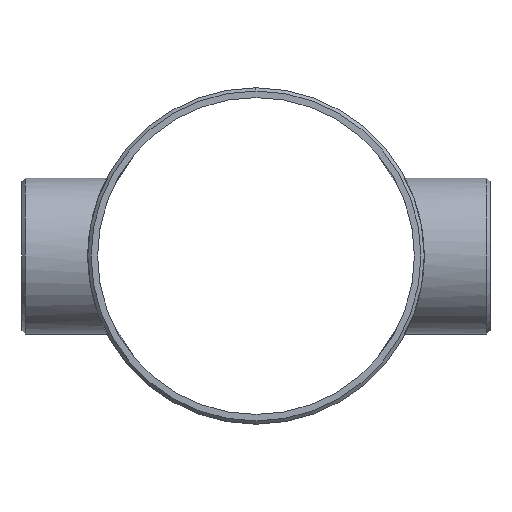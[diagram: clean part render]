
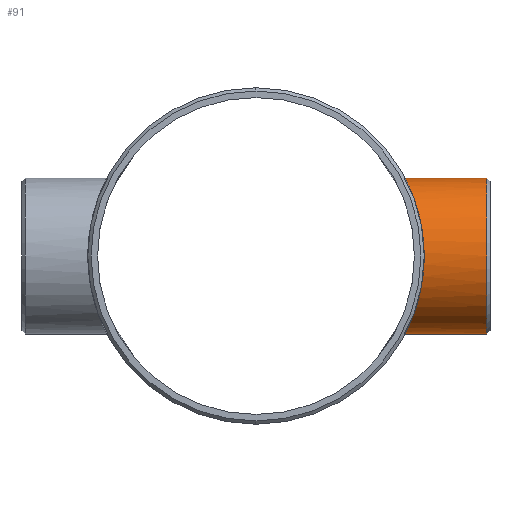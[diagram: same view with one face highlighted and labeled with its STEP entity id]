
A CAD part, left-side view. The second image highlights one B-rep face of the part: STEP entity #91.
In plain terms, the highlighted cylindrical face has radius 50.8 mm (diameter 101.6 mm), a partial arc.
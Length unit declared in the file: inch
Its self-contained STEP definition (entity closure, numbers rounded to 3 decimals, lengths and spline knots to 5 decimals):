
#41 = CARTESIAN_POINT ( 'NONE',  ( 0., -5.91667, -2. ) ) ;
#64 = VERTEX_POINT ( 'NONE', #1245 ) ;
#70 = CARTESIAN_POINT ( 'NONE',  ( -1.93394, -4.2822, 0.52674 ) ) ;
#76 = CARTESIAN_POINT ( 'NONE',  ( -1.96681, -4.29721, 0.36434 ) ) ;
#83 = CARTESIAN_POINT ( 'NONE',  ( -1.72946, -4.19379, -1.00661 ) ) ;
#88 = CARTESIAN_POINT ( 'NONE',  ( -0.89168, -3.92297, -1.79141 ) ) ;
#91 = ADVANCED_FACE ( 'NONE', ( #297 ), #1182, .T. ) ;
#93 = CARTESIAN_POINT ( 'NONE',  ( -0.92041, -3.92989, 1.77592 ) ) ;
#102 = VERTEX_POINT ( 'NONE', #573 ) ;
#104 = CARTESIAN_POINT ( 'NONE',  ( 0., -6., -2. ) ) ;
#121 = DIRECTION ( 'NONE',  ( 0., 1., 0. ) ) ;
#137 = LINE ( 'NONE', #104, #1212 ) ;
#157 = VERTEX_POINT ( 'NONE', #41 ) ;
#163 = EDGE_CURVE ( 'NONE', #64, #572, #809, .T. ) ;
#165 = CARTESIAN_POINT ( 'NONE',  ( -1.6951, -4.17981, 1.06193 ) ) ;
#167 = ORIENTED_EDGE ( 'NONE', *, *, #1033, .T. ) ;
#169 = CARTESIAN_POINT ( 'NONE',  ( -1.16867, -3.9951, 1.6243 ) ) ;
#174 = CARTESIAN_POINT ( 'NONE',  ( -1.81931, -4.23171, -0.83138 ) ) ;
#182 = CARTESIAN_POINT ( 'NONE',  ( 0., -3.82069, -2. ) ) ;
#188 = CARTESIAN_POINT ( 'NONE',  ( -0.52539, -3.85449, 1.93428 ) ) ;
#237 = CARTESIAN_POINT ( 'NONE',  ( -0.26504, -3.82973, 1.98264 ) ) ;
#265 = CARTESIAN_POINT ( 'NONE',  ( -0.65099, -3.87394, -1.89561 ) ) ;
#271 = CARTESIAN_POINT ( 'NONE',  ( -1.77611, -4.21332, -0.92006 ) ) ;
#275 = ORIENTED_EDGE ( 'NONE', *, *, #950, .F. ) ;
#283 = CARTESIAN_POINT ( 'NONE',  ( -1.50561, -4.10573, -1.32291 ) ) ;
#289 = CARTESIAN_POINT ( 'NONE',  ( -1.7288, -4.19359, 1.00614 ) ) ;
#297 = FACE_OUTER_BOUND ( 'NONE', #860, .T. ) ;
#338 = CARTESIAN_POINT ( 'NONE',  ( -0.13219, -3.8224, 1.99674 ) ) ;
#359 = CARTESIAN_POINT ( 'NONE',  ( -1.67764, -4.17275, 1.0893 ) ) ;
#366 = CARTESIAN_POINT ( 'NONE',  ( -1.81988, -4.23192, 0.83203 ) ) ;
#372 = CARTESIAN_POINT ( 'NONE',  ( -1.97262, -4.29987, 0.33149 ) ) ;
#378 = CARTESIAN_POINT ( 'NONE',  ( -1.74508, -4.20033, 0.97764 ) ) ;
#382 = CARTESIAN_POINT ( 'NONE',  ( -1.83269, -4.23748, -0.80145 ) ) ;
#385 = DIRECTION ( 'NONE',  ( 0., 1., 0. ) ) ;
#402 = CARTESIAN_POINT ( 'NONE',  ( 0., -3.82069, -2. ) ) ;
#408 = DIRECTION ( 'NONE',  ( 0., 0., -1. ) ) ;
#414 = ORIENTED_EDGE ( 'NONE', *, *, #433, .T. ) ;
#431 = CARTESIAN_POINT ( 'NONE',  ( -0.06601, -3.82069, 2. ) ) ;
#432 = AXIS2_PLACEMENT_3D ( 'NONE', #1012, #121, #408 ) ;
#433 = EDGE_CURVE ( 'NONE', #157, #102, #872, .T. ) ;
#437 = CARTESIAN_POINT ( 'NONE',  ( -0.36352, -3.83781, 1.96696 ) ) ;
#456 = CARTESIAN_POINT ( 'NONE',  ( -0.06704, -3.82069, -2. ) ) ;
#461 = CARTESIAN_POINT ( 'NONE',  ( -1.89583, -4.26494, -0.65038 ) ) ;
#470 = CARTESIAN_POINT ( 'NONE',  ( -1.96726, -4.29741, -0.36192 ) ) ;
#475 = CARTESIAN_POINT ( 'NONE',  ( -1.69582, -4.18, -1.06225 ) ) ;
#480 = CARTESIAN_POINT ( 'NONE',  ( -1.98674, -4.30637, 0.2323 ) ) ;
#555 = CARTESIAN_POINT ( 'NONE',  ( -1.93447, -4.28244, -0.52491 ) ) ;
#560 = CARTESIAN_POINT ( 'NONE',  ( -1.79178, -4.21987, 0.89098 ) ) ;
#568 = CARTESIAN_POINT ( 'NONE',  ( -1.99681, -4.31102, -0.131 ) ) ;
#572 = VERTEX_POINT ( 'NONE', #402 ) ;
#573 = CARTESIAN_POINT ( 'NONE',  ( 0., -5.91667, 2. ) ) ;
#578 = CARTESIAN_POINT ( 'NONE',  ( -1.00631, -3.9506, -1.72962 ) ) ;
#586 = AXIS2_PLACEMENT_3D ( 'NONE', #782, #385, #1161 ) ;
#657 = CARTESIAN_POINT ( 'NONE',  ( -1.29546, -4.03427, 1.52408 ) ) ;
#667 = CARTESIAN_POINT ( 'NONE',  ( -1.22045, -4.0106, 1.58578 ) ) ;
#674 = CARTESIAN_POINT ( 'NONE',  ( -0.26744, -3.82946, -1.98317 ) ) ;
#682 = CARTESIAN_POINT ( 'NONE',  ( -1.97305, -4.30007, -0.32891 ) ) ;
#762 = CARTESIAN_POINT ( 'NONE',  ( -1.99667, -4.31095, 0.13315 ) ) ;
#771 = CARTESIAN_POINT ( 'NONE',  ( -1.5057, -4.10578, 1.3227 ) ) ;
#780 = CARTESIAN_POINT ( 'NONE',  ( -1.06164, -3.96511, -1.69619 ) ) ;
#782 = CARTESIAN_POINT ( 'NONE',  ( 0., -5.91667, 0. ) ) ;
#787 = CARTESIAN_POINT ( 'NONE',  ( -1.32147, -4.04184, -1.50687 ) ) ;
#792 = CARTESIAN_POINT ( 'NONE',  ( -0.83223, -3.91017, 1.81892 ) ) ;
#809 = B_SPLINE_CURVE_WITH_KNOTS ( 'NONE', 3,
 ( #929, #431, #338, #1135, #237, #939, #437, #188, #1176, #1279, #792, #1274, #93, #1181, #1068, #169, #667, #657, #1061, #1284, #1258, #771, #971, #359, #165, #289, #378, #560, #366, #861, #70, #76, #372, #886, #480, #762, #1072, #1166, #568, #1087, #1158, #682, #470, #555, #461, #382, #174, #977, #271, #83, #475, #875, #283, #787, #867, #780, #578, #88, #882, #265, #982, #1265, #674, #1080, #456, #182 ),
 .UNSPECIFIED., .F., .F.,
 ( 4, 2, 2, 2, 2, 2, 2, 2, 2, 2, 2, 2, 2, 2, 2, 2, 2, 2, 2, 2, 2, 2, 2, 2, 2, 2, 2, 2, 2, 2, 2, 2, 4 ),
 ( 0.16115, 0.16618, 0.1687, 0.17121, 0.18127, 0.18378, 0.1863, 0.19133, 0.19636, 0.19887, 0.20139, 0.21145, 0.21396, 0.21648, 0.22151, 0.23156, 0.23408, 0.23659, 0.24162, 0.24665, 0.24917, 0.25168, 0.26174, 0.26426, 0.26677, 0.2718, 0.28186, 0.29192, 0.29695, 0.30198, 0.31204, 0.31707, 0.3221 ),
 .UNSPECIFIED. ) ;
#811 = LINE ( 'NONE', #1206, #945 ) ;
#860 = EDGE_LOOP ( 'NONE', ( #414, #167, #1189, #275 ) ) ;
#861 = CARTESIAN_POINT ( 'NONE',  ( -1.89535, -4.26473, 0.65165 ) ) ;
#867 = CARTESIAN_POINT ( 'NONE',  ( -1.222, -4.01004, -1.58849 ) ) ;
#872 = CIRCLE ( 'NONE', #586, 2. ) ;
#875 = CARTESIAN_POINT ( 'NONE',  ( -1.58754, -4.13685, -1.2233 ) ) ;
#882 = CARTESIAN_POINT ( 'NONE',  ( -0.83209, -3.9098, -1.81987 ) ) ;
#886 = CARTESIAN_POINT ( 'NONE',  ( -1.9826, -4.30446, 0.26536 ) ) ;
#904 = DIRECTION ( 'NONE',  ( 0., 1., 0. ) ) ;
#929 = CARTESIAN_POINT ( 'NONE',  ( 0., -3.82069, 2. ) ) ;
#939 = CARTESIAN_POINT ( 'NONE',  ( -0.33087, -3.83485, 1.97272 ) ) ;
#945 = VECTOR ( 'NONE', #1111, 39.37008 ) ;
#950 = EDGE_CURVE ( 'NONE', #157, #572, #137, .T. ) ;
#971 = CARTESIAN_POINT ( 'NONE',  ( -1.58737, -4.13679, 1.22352 ) ) ;
#977 = CARTESIAN_POINT ( 'NONE',  ( -1.79104, -4.21964, -0.89064 ) ) ;
#982 = CARTESIAN_POINT ( 'NONE',  ( -0.52629, -3.85463, -1.93399 ) ) ;
#1012 = CARTESIAN_POINT ( 'NONE',  ( 0., -6., 0. ) ) ;
#1033 = EDGE_CURVE ( 'NONE', #102, #64, #811, .T. ) ;
#1061 = CARTESIAN_POINT ( 'NONE',  ( -1.32007, -4.04224, 1.50282 ) ) ;
#1068 = CARTESIAN_POINT ( 'NONE',  ( -1.06156, -3.96509, 1.69625 ) ) ;
#1072 = CARTESIAN_POINT ( 'NONE',  ( -1.99997, -4.31248, 0.06708 ) ) ;
#1080 = CARTESIAN_POINT ( 'NONE',  ( -0.13418, -3.82246, -1.99662 ) ) ;
#1087 = CARTESIAN_POINT ( 'NONE',  ( -1.98701, -4.30649, -0.22997 ) ) ;
#1111 = DIRECTION ( 'NONE',  ( 0., 1., 0. ) ) ;
#1135 = CARTESIAN_POINT ( 'NONE',  ( -0.23174, -3.82757, 1.98681 ) ) ;
#1158 = CARTESIAN_POINT ( 'NONE',  ( -1.98292, -4.3046, -0.26296 ) ) ;
#1161 = DIRECTION ( 'NONE',  ( 0., 0., -1. ) ) ;
#1166 = CARTESIAN_POINT ( 'NONE',  ( -2.00003, -4.31252, -0.06499 ) ) ;
#1176 = CARTESIAN_POINT ( 'NONE',  ( -0.65062, -3.87387, 1.89577 ) ) ;
#1181 = CARTESIAN_POINT ( 'NONE',  ( -1.00622, -3.95058, 1.72967 ) ) ;
#1182 = CYLINDRICAL_SURFACE ( 'NONE', #432, 2. ) ;
#1189 = ORIENTED_EDGE ( 'NONE', *, *, #163, .T. ) ;
#1206 = CARTESIAN_POINT ( 'NONE',  ( 0., -6., 2. ) ) ;
#1212 = VECTOR ( 'NONE', #904, 39.37008 ) ;
#1245 = CARTESIAN_POINT ( 'NONE',  ( 0., -3.82069, 2. ) ) ;
#1258 = CARTESIAN_POINT ( 'NONE',  ( -1.3916, -4.06617, 1.43683 ) ) ;
#1265 = CARTESIAN_POINT ( 'NONE',  ( -0.33294, -3.83463, -1.97319 ) ) ;
#1274 = CARTESIAN_POINT ( 'NONE',  ( -0.89134, -3.92318, 1.7907 ) ) ;
#1279 = CARTESIAN_POINT ( 'NONE',  ( -0.80212, -3.90387, 1.8324 ) ) ;
#1284 = CARTESIAN_POINT ( 'NONE',  ( -1.36818, -4.05821, 1.45916 ) ) ;
